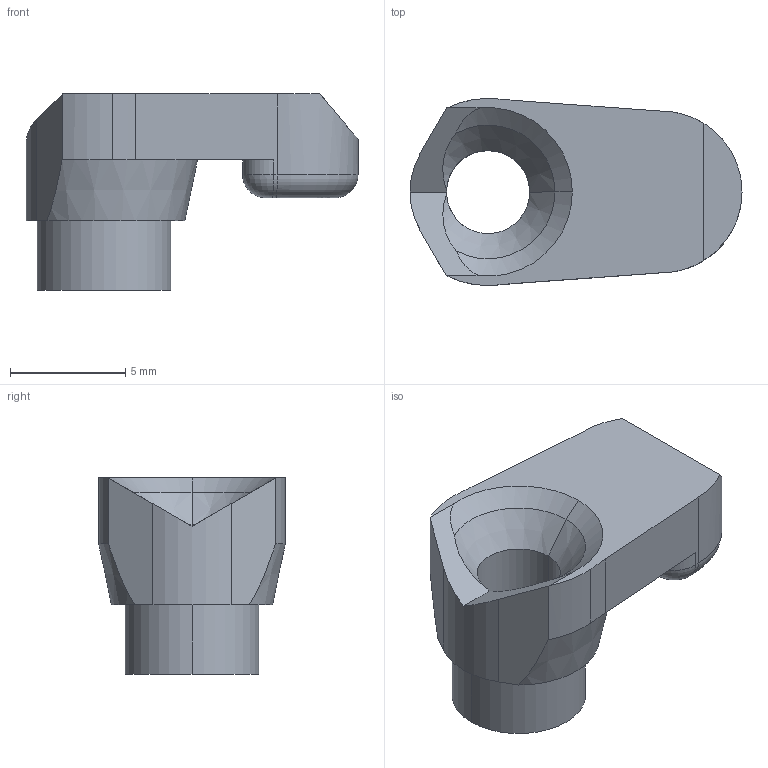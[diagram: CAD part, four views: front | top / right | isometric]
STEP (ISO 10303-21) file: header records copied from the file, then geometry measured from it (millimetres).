
FILE_DESCRIPTION (( 'STEP AP203' ), '1' );
FILE_NAME ('PR1069_U1_Bed_Hold-Down_Clip_RevA.STEP', '2023-10-16T17:59:46', ( '' ), ( '' ), 'SwSTEP 2.0', 'SolidWorks 2022', '' );
FILE_SCHEMA (( 'CONFIG_CONTROL_DESIGN' ));
Length unit declared in the file: millimetre
Products named in the file (1): PR1069_U1_Bed_Hold-Down_Clip_RevA
Bounding box: 14.38 x 8.09 x 8.5 mm (x, y, z)
Volume: 390.6 mm3; surface area: 485.1 mm2
Topology: 1 solids, 1 shells, 38 faces, 97 edges, 61 vertices
Faces by surface type: cylinder 16, plane 13, cone 6, torus 3
Entity records: 1258 total; most frequent: CARTESIAN_POINT 265, DIRECTION 199, ORIENTED_EDGE 194, EDGE_CURVE 97, AXIS2_PLACEMENT_3D 79, VERTEX_POINT 61, VECTOR 41, LINE 41
